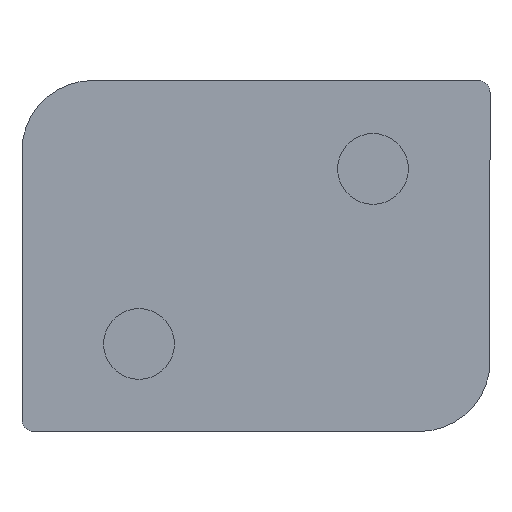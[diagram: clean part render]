
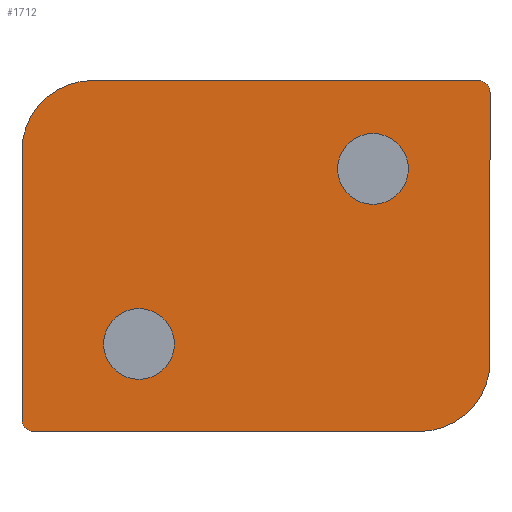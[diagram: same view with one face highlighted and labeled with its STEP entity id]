
A CAD part, front view. The second image highlights one B-rep face of the part: STEP entity #1712.
In plain terms, the highlighted planar face has unit normal (0, -1, 0).
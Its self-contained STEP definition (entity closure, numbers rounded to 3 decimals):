
#5 = DIRECTION ( 'NONE',  ( 0., -1., 0. ) ) ;
#6 = AXIS2_PLACEMENT_3D ( 'NONE', #136, #5, #1045 ) ;
#10 = CARTESIAN_POINT ( 'NONE',  ( 34., 0., 0. ) ) ;
#13 = ORIENTED_EDGE ( 'NONE', *, *, #576, .T. ) ;
#23 = VECTOR ( 'NONE', #1722, 1000. ) ;
#45 = CIRCLE ( 'NONE', #1783, 3.025 ) ;
#95 = VERTEX_POINT ( 'NONE', #1314 ) ;
#100 = AXIS2_PLACEMENT_3D ( 'NONE', #1039, #1901, #615 ) ;
#115 = ORIENTED_EDGE ( 'NONE', *, *, #338, .F. ) ;
#134 = CARTESIAN_POINT ( 'NONE',  ( 10., 0., 7.482 ) ) ;
#136 = CARTESIAN_POINT ( 'NONE',  ( 6., 0., 24. ) ) ;
#169 = PLANE ( 'NONE',  #1126 ) ;
#182 = DIRECTION ( 'NONE',  ( 0., 0., 1. ) ) ;
#196 = CIRCLE ( 'NONE', #1833, 3.025 ) ;
#217 = CARTESIAN_POINT ( 'NONE',  ( 34., 0., 6. ) ) ;
#269 = CARTESIAN_POINT ( 'NONE',  ( 40., 0., 0. ) ) ;
#304 = CIRCLE ( 'NONE', #6, 6. ) ;
#331 = LINE ( 'NONE', #659, #1193 ) ;
#338 = EDGE_CURVE ( 'NONE', #1490, #1764, #196, .T. ) ;
#388 = DIRECTION ( 'NONE',  ( 0., 0., -1. ) ) ;
#398 = CARTESIAN_POINT ( 'NONE',  ( 30., 0., 22.445 ) ) ;
#406 = CIRCLE ( 'NONE', #511, 3.025 ) ;
#424 = CARTESIAN_POINT ( 'NONE',  ( 0., 0., 24. ) ) ;
#431 = VERTEX_POINT ( 'NONE', #478 ) ;
#450 = CIRCLE ( 'NONE', #560, 3.025 ) ;
#462 = AXIS2_PLACEMENT_3D ( 'NONE', #1529, #1244, #961 ) ;
#467 = VERTEX_POINT ( 'NONE', #1234 ) ;
#477 = DIRECTION ( 'NONE',  ( 0., 1., 0. ) ) ;
#478 = CARTESIAN_POINT ( 'NONE',  ( 40., 0., 29. ) ) ;
#489 = CIRCLE ( 'NONE', #462, 1. ) ;
#511 = AXIS2_PLACEMENT_3D ( 'NONE', #134, #1321, #734 ) ;
#513 = VERTEX_POINT ( 'NONE', #1083 ) ;
#517 = DIRECTION ( 'NONE',  ( -1., 0., 0. ) ) ;
#523 = FACE_BOUND ( 'NONE', #854, .T. ) ;
#532 = ORIENTED_EDGE ( 'NONE', *, *, #813, .T. ) ;
#536 = DIRECTION ( 'NONE',  ( 0., -1., 0. ) ) ;
#560 = AXIS2_PLACEMENT_3D ( 'NONE', #1626, #1621, #907 ) ;
#576 = EDGE_CURVE ( 'NONE', #1773, #1611, #600, .T. ) ;
#600 = CIRCLE ( 'NONE', #800, 6. ) ;
#611 = EDGE_LOOP ( 'NONE', ( #1098, #716 ) ) ;
#615 = DIRECTION ( 'NONE',  ( 0., 0., 1. ) ) ;
#622 = VECTOR ( 'NONE', #1699, 1000. ) ;
#630 = ORIENTED_EDGE ( 'NONE', *, *, #1324, .F. ) ;
#637 = CARTESIAN_POINT ( 'NONE',  ( 0., 0., 0. ) ) ;
#652 = EDGE_CURVE ( 'NONE', #467, #1210, #45, .T. ) ;
#659 = CARTESIAN_POINT ( 'NONE',  ( 0., 0., 0. ) ) ;
#716 = ORIENTED_EDGE ( 'NONE', *, *, #1530, .F. ) ;
#734 = DIRECTION ( 'NONE',  ( 0., 0., -1. ) ) ;
#748 = FACE_OUTER_BOUND ( 'NONE', #1232, .T. ) ;
#800 = AXIS2_PLACEMENT_3D ( 'NONE', #217, #536, #1551 ) ;
#813 = EDGE_CURVE ( 'NONE', #431, #1328, #489, .T. ) ;
#837 = FACE_BOUND ( 'NONE', #611, .T. ) ;
#854 = EDGE_LOOP ( 'NONE', ( #115, #1409 ) ) ;
#882 = CIRCLE ( 'NONE', #100, 1. ) ;
#883 = CARTESIAN_POINT ( 'NONE',  ( 40., 0., 6. ) ) ;
#895 = ORIENTED_EDGE ( 'NONE', *, *, #1751, .F. ) ;
#900 = CARTESIAN_POINT ( 'NONE',  ( 10., 0., 10.507 ) ) ;
#907 = DIRECTION ( 'NONE',  ( 0., 0., -1. ) ) ;
#911 = VECTOR ( 'NONE', #182, 1000. ) ;
#961 = DIRECTION ( 'NONE',  ( 0., 0., 1. ) ) ;
#969 = ORIENTED_EDGE ( 'NONE', *, *, #1203, .T. ) ;
#1007 = EDGE_CURVE ( 'NONE', #1213, #1328, #1724, .T. ) ;
#1037 = EDGE_CURVE ( 'NONE', #431, #1611, #1115, .T. ) ;
#1039 = CARTESIAN_POINT ( 'NONE',  ( 1., 0., 1. ) ) ;
#1045 = DIRECTION ( 'NONE',  ( 0., 0., 1. ) ) ;
#1063 = DIRECTION ( 'NONE',  ( 0., 0., 1. ) ) ;
#1069 = CARTESIAN_POINT ( 'NONE',  ( 30., 0., 25.47 ) ) ;
#1083 = CARTESIAN_POINT ( 'NONE',  ( 1., 0., 0. ) ) ;
#1098 = ORIENTED_EDGE ( 'NONE', *, *, #652, .F. ) ;
#1115 = LINE ( 'NONE', #269, #23 ) ;
#1126 = AXIS2_PLACEMENT_3D ( 'NONE', #637, #477, #1063 ) ;
#1193 = VECTOR ( 'NONE', #517, 1000. ) ;
#1203 = EDGE_CURVE ( 'NONE', #95, #513, #882, .T. ) ;
#1210 = VERTEX_POINT ( 'NONE', #900 ) ;
#1213 = VERTEX_POINT ( 'NONE', #1636 ) ;
#1225 = EDGE_CURVE ( 'NONE', #1764, #1490, #450, .T. ) ;
#1232 = EDGE_LOOP ( 'NONE', ( #1895, #532, #1558, #1509, #895, #969, #630, #13 ) ) ;
#1234 = CARTESIAN_POINT ( 'NONE',  ( 10., 0., 4.457 ) ) ;
#1244 = DIRECTION ( 'NONE',  ( 0., -1., 0. ) ) ;
#1253 = EDGE_CURVE ( 'NONE', #1213, #1361, #304, .T. ) ;
#1285 = LINE ( 'NONE', #1640, #911 ) ;
#1314 = CARTESIAN_POINT ( 'NONE',  ( 0., 0., 1. ) ) ;
#1321 = DIRECTION ( 'NONE',  ( 0., -1., 0. ) ) ;
#1324 = EDGE_CURVE ( 'NONE', #1773, #513, #331, .T. ) ;
#1328 = VERTEX_POINT ( 'NONE', #1378 ) ;
#1361 = VERTEX_POINT ( 'NONE', #424 ) ;
#1378 = CARTESIAN_POINT ( 'NONE',  ( 39., 0., 30. ) ) ;
#1409 = ORIENTED_EDGE ( 'NONE', *, *, #1225, .F. ) ;
#1490 = VERTEX_POINT ( 'NONE', #1618 ) ;
#1509 = ORIENTED_EDGE ( 'NONE', *, *, #1253, .T. ) ;
#1529 = CARTESIAN_POINT ( 'NONE',  ( 39., 0., 29. ) ) ;
#1530 = EDGE_CURVE ( 'NONE', #1210, #467, #406, .T. ) ;
#1551 = DIRECTION ( 'NONE',  ( 0., 0., 1. ) ) ;
#1558 = ORIENTED_EDGE ( 'NONE', *, *, #1007, .F. ) ;
#1562 = DIRECTION ( 'NONE',  ( 0., -1., 0. ) ) ;
#1611 = VERTEX_POINT ( 'NONE', #883 ) ;
#1615 = DIRECTION ( 'NONE',  ( 0., 0., -1. ) ) ;
#1618 = CARTESIAN_POINT ( 'NONE',  ( 30., 0., 19.42 ) ) ;
#1621 = DIRECTION ( 'NONE',  ( 0., -1., 0. ) ) ;
#1626 = CARTESIAN_POINT ( 'NONE',  ( 30., 0., 22.445 ) ) ;
#1636 = CARTESIAN_POINT ( 'NONE',  ( 6., 0., 30. ) ) ;
#1640 = CARTESIAN_POINT ( 'NONE',  ( 0., 0., 0. ) ) ;
#1682 = CARTESIAN_POINT ( 'NONE',  ( 10., 0., 7.482 ) ) ;
#1699 = DIRECTION ( 'NONE',  ( 1., 0., 0. ) ) ;
#1707 = DIRECTION ( 'NONE',  ( 0., -1., 0. ) ) ;
#1712 = ADVANCED_FACE ( 'NONE', ( #523, #837, #748 ), #169, .F. ) ;
#1722 = DIRECTION ( 'NONE',  ( 0., 0., -1. ) ) ;
#1724 = LINE ( 'NONE', #1851, #622 ) ;
#1751 = EDGE_CURVE ( 'NONE', #95, #1361, #1285, .T. ) ;
#1764 = VERTEX_POINT ( 'NONE', #1069 ) ;
#1773 = VERTEX_POINT ( 'NONE', #10 ) ;
#1783 = AXIS2_PLACEMENT_3D ( 'NONE', #1682, #1707, #388 ) ;
#1833 = AXIS2_PLACEMENT_3D ( 'NONE', #398, #1562, #1615 ) ;
#1851 = CARTESIAN_POINT ( 'NONE',  ( 0., 0., 30. ) ) ;
#1895 = ORIENTED_EDGE ( 'NONE', *, *, #1037, .F. ) ;
#1901 = DIRECTION ( 'NONE',  ( 0., -1., 0. ) ) ;
